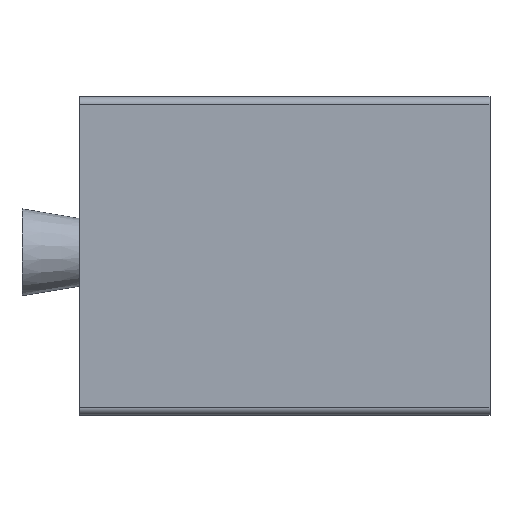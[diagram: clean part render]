
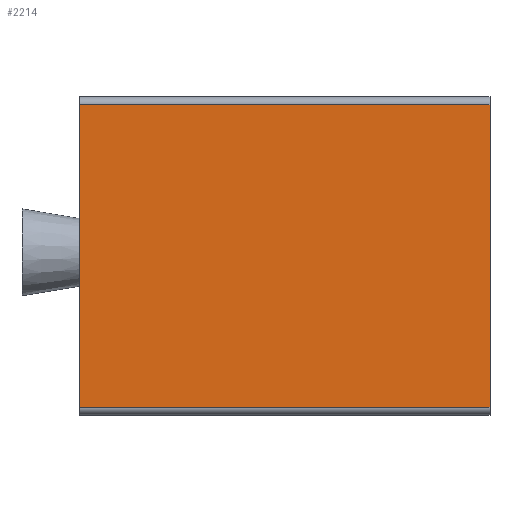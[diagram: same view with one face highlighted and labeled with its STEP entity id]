
A CAD part, left-side view. The second image highlights one B-rep face of the part: STEP entity #2214.
In plain terms, the highlighted planar face has unit normal (-1, 0, 0).
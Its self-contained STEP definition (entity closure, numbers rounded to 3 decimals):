
#176 = CARTESIAN_POINT ( 'NONE',  ( 0., 0., 330. ) ) ;
#259 = CARTESIAN_POINT ( 'NONE',  ( 0., 0., 330. ) ) ;
#329 = CARTESIAN_POINT ( 'NONE',  ( 0., 0., 8. ) ) ;
#430 = VECTOR ( 'NONE', #2018, 1000. ) ;
#581 = ORIENTED_EDGE ( 'NONE', *, *, #2264, .F. ) ;
#938 = VERTEX_POINT ( 'NONE', #329 ) ;
#1033 = AXIS2_PLACEMENT_3D ( 'NONE', #259, #5037, #1962 ) ;
#1478 = VERTEX_POINT ( 'NONE', #3288 ) ;
#1490 = VERTEX_POINT ( 'NONE', #3827 ) ;
#1532 = PLANE ( 'NONE',  #1033 ) ;
#1689 = ORIENTED_EDGE ( 'NONE', *, *, #2467, .T. ) ;
#1736 = LINE ( 'NONE', #176, #430 ) ;
#1962 = DIRECTION ( 'NONE',  ( 0., 0., -1. ) ) ;
#2018 = DIRECTION ( 'NONE',  ( 0., 0., -1. ) ) ;
#2060 = VECTOR ( 'NONE', #3356, 1000. ) ;
#2214 = ADVANCED_FACE ( 'NONE', ( #4468 ), #1532, .F. ) ;
#2264 = EDGE_CURVE ( 'NONE', #1478, #938, #1736, .T. ) ;
#2467 = EDGE_CURVE ( 'NONE', #2581, #1490, #3502, .T. ) ;
#2581 = VERTEX_POINT ( 'NONE', #2699 ) ;
#2626 = ORIENTED_EDGE ( 'NONE', *, *, #4047, .T. ) ;
#2652 = EDGE_CURVE ( 'NONE', #1490, #938, #4328, .T. ) ;
#2699 = CARTESIAN_POINT ( 'NONE',  ( 0., 425., 322. ) ) ;
#2906 = CARTESIAN_POINT ( 'NONE',  ( 0., 0., 322. ) ) ;
#3256 = ORIENTED_EDGE ( 'NONE', *, *, #2652, .T. ) ;
#3288 = CARTESIAN_POINT ( 'NONE',  ( 0., 0., 322. ) ) ;
#3356 = DIRECTION ( 'NONE',  ( 0., 1., 0. ) ) ;
#3431 = DIRECTION ( 'NONE',  ( 0., 0., -1. ) ) ;
#3502 = LINE ( 'NONE', #4379, #4335 ) ;
#3827 = CARTESIAN_POINT ( 'NONE',  ( 0., 425., 8. ) ) ;
#4047 = EDGE_CURVE ( 'NONE', #1478, #2581, #5611, .T. ) ;
#4328 = LINE ( 'NONE', #4836, #5014 ) ;
#4335 = VECTOR ( 'NONE', #3431, 1000. ) ;
#4379 = CARTESIAN_POINT ( 'NONE',  ( 0., 425., 330. ) ) ;
#4468 = FACE_OUTER_BOUND ( 'NONE', #5341, .T. ) ;
#4494 = DIRECTION ( 'NONE',  ( 0., -1., 0. ) ) ;
#4836 = CARTESIAN_POINT ( 'NONE',  ( 0., 0., 8. ) ) ;
#5014 = VECTOR ( 'NONE', #4494, 1000. ) ;
#5037 = DIRECTION ( 'NONE',  ( 1., 0., 0. ) ) ;
#5341 = EDGE_LOOP ( 'NONE', ( #1689, #3256, #581, #2626 ) ) ;
#5611 = LINE ( 'NONE', #2906, #2060 ) ;
